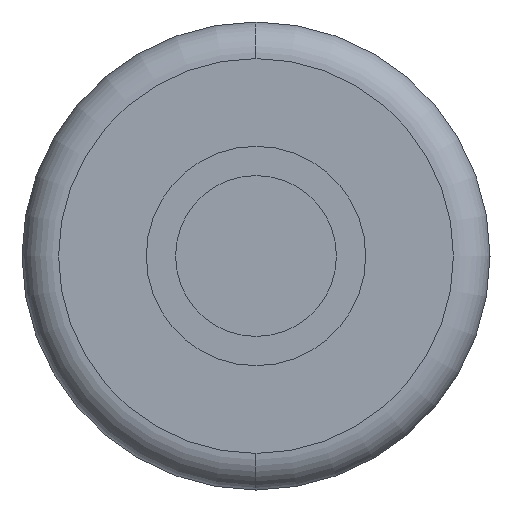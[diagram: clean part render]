
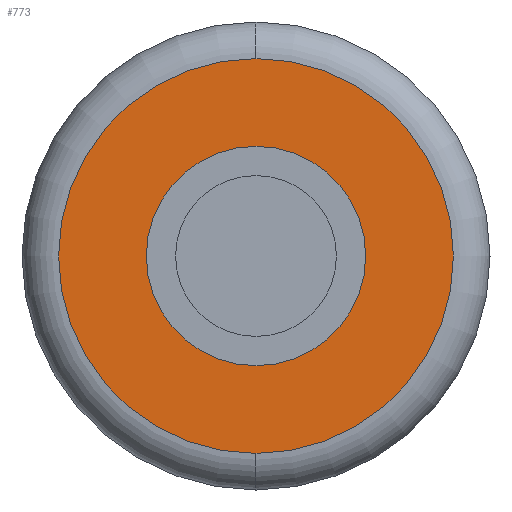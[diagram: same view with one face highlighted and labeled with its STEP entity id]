
A CAD part, left-side view. The second image highlights one B-rep face of the part: STEP entity #773.
In plain terms, the highlighted planar face has unit normal (-1, 0, 0).
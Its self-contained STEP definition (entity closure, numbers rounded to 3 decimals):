
#15 = VERTEX_POINT ( 'NONE', #491 ) ;
#52 = CIRCLE ( 'NONE', #92, 0.675 ) ;
#70 = CARTESIAN_POINT ( 'NONE',  ( -1.32, 0.8, 0. ) ) ;
#84 = DIRECTION ( 'NONE',  ( 1., 0., 0. ) ) ;
#92 = AXIS2_PLACEMENT_3D ( 'NONE', #743, #739, #368 ) ;
#135 = FACE_BOUND ( 'NONE', #799, .T. ) ;
#138 = DIRECTION ( 'NONE',  ( 0., 0., -1. ) ) ;
#176 = AXIS2_PLACEMENT_3D ( 'NONE', #521, #536, #229 ) ;
#212 = VERTEX_POINT ( 'NONE', #332 ) ;
#216 = VERTEX_POINT ( 'NONE', #396 ) ;
#227 = EDGE_LOOP ( 'NONE', ( #674, #537 ) ) ;
#229 = DIRECTION ( 'NONE',  ( 0., 0., -1. ) ) ;
#249 = EDGE_CURVE ( 'NONE', #212, #609, #576, .T. ) ;
#255 = PLANE ( 'NONE',  #432 ) ;
#260 = DIRECTION ( 'NONE',  ( 0., 0., -1. ) ) ;
#282 = FACE_OUTER_BOUND ( 'NONE', #227, .T. ) ;
#322 = EDGE_CURVE ( 'NONE', #216, #15, #499, .T. ) ;
#332 = CARTESIAN_POINT ( 'NONE',  ( -1.32, 0.8, 0.375 ) ) ;
#334 = EDGE_CURVE ( 'NONE', #609, #212, #479, .T. ) ;
#368 = DIRECTION ( 'NONE',  ( 0., 0., -1. ) ) ;
#396 = CARTESIAN_POINT ( 'NONE',  ( -1.32, 0.8, 0.675 ) ) ;
#432 = AXIS2_PLACEMENT_3D ( 'NONE', #70, #84, #260 ) ;
#442 = CARTESIAN_POINT ( 'NONE',  ( -1.32, 0.8, 0. ) ) ;
#446 = CARTESIAN_POINT ( 'NONE',  ( -1.32, 0.8, 0. ) ) ;
#479 = CIRCLE ( 'NONE', #533, 0.375 ) ;
#487 = AXIS2_PLACEMENT_3D ( 'NONE', #446, #567, #697 ) ;
#491 = CARTESIAN_POINT ( 'NONE',  ( -1.32, 0.8, -0.675 ) ) ;
#499 = CIRCLE ( 'NONE', #487, 0.675 ) ;
#521 = CARTESIAN_POINT ( 'NONE',  ( -1.32, 0.8, 0. ) ) ;
#533 = AXIS2_PLACEMENT_3D ( 'NONE', #442, #687, #138 ) ;
#536 = DIRECTION ( 'NONE',  ( -1., 0., 0. ) ) ;
#537 = ORIENTED_EDGE ( 'NONE', *, *, #322, .T. ) ;
#556 = CARTESIAN_POINT ( 'NONE',  ( -1.32, 0.8, -0.375 ) ) ;
#567 = DIRECTION ( 'NONE',  ( -1., 0., 0. ) ) ;
#576 = CIRCLE ( 'NONE', #176, 0.375 ) ;
#609 = VERTEX_POINT ( 'NONE', #556 ) ;
#611 = ORIENTED_EDGE ( 'NONE', *, *, #334, .F. ) ;
#642 = ORIENTED_EDGE ( 'NONE', *, *, #249, .F. ) ;
#674 = ORIENTED_EDGE ( 'NONE', *, *, #719, .T. ) ;
#687 = DIRECTION ( 'NONE',  ( -1., 0., 0. ) ) ;
#697 = DIRECTION ( 'NONE',  ( 0., 0., -1. ) ) ;
#719 = EDGE_CURVE ( 'NONE', #15, #216, #52, .T. ) ;
#739 = DIRECTION ( 'NONE',  ( -1., 0., 0. ) ) ;
#743 = CARTESIAN_POINT ( 'NONE',  ( -1.32, 0.8, 0. ) ) ;
#773 = ADVANCED_FACE ( 'NONE', ( #135, #282 ), #255, .F. ) ;
#799 = EDGE_LOOP ( 'NONE', ( #642, #611 ) ) ;
